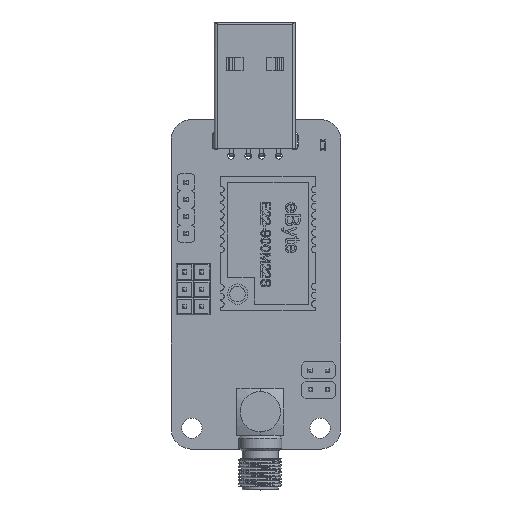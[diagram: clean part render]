
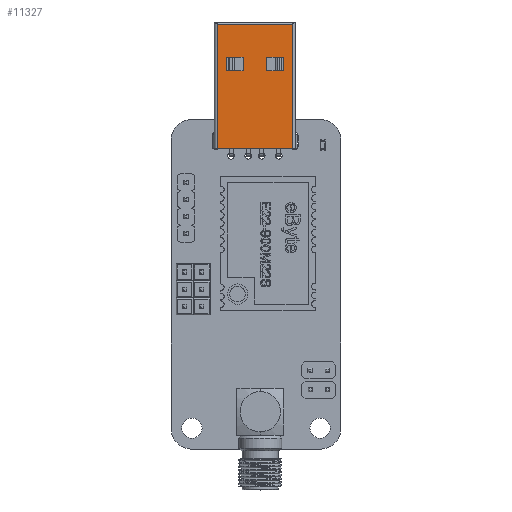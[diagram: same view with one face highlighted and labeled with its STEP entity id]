
A CAD part, top view. The second image highlights one B-rep face of the part: STEP entity #11327.
In plain terms, the highlighted face is planar.
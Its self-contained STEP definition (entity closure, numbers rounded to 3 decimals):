
#8587 = VERTEX_POINT('',#8588);
#8588 = CARTESIAN_POINT('',(1.75,4.5,-5.2));
#8594 = EDGE_CURVE('',#8595,#8587,#8597,.T.);
#8595 = VERTEX_POINT('',#8596);
#8596 = CARTESIAN_POINT('',(4.25,4.5,-5.2));
#8597 = LINE('',#8598,#8599);
#8598 = CARTESIAN_POINT('',(5.,4.5,-5.2));
#8599 = VECTOR('',#8600,1.);
#8600 = DIRECTION('',(-1.,0.,0.));
#8642 = EDGE_CURVE('',#8643,#8595,#8645,.T.);
#8643 = VERTEX_POINT('',#8644);
#8644 = CARTESIAN_POINT('',(4.25,4.5,-7.2));
#8645 = LINE('',#8646,#8647);
#8646 = CARTESIAN_POINT('',(4.25,4.5,-12.45));
#8647 = VECTOR('',#8648,1.);
#8648 = DIRECTION('',(0.,0.,1.));
#8673 = EDGE_CURVE('',#8674,#8643,#8676,.T.);
#8674 = VERTEX_POINT('',#8675);
#8675 = CARTESIAN_POINT('',(1.75,4.5,-7.2));
#8676 = LINE('',#8677,#8678);
#8677 = CARTESIAN_POINT('',(5.,4.5,-7.2));
#8678 = VECTOR('',#8679,1.);
#8679 = DIRECTION('',(1.,0.,0.));
#8702 = EDGE_CURVE('',#8587,#8674,#8703,.T.);
#8703 = LINE('',#8704,#8705);
#8704 = CARTESIAN_POINT('',(1.75,4.5,-12.45));
#8705 = VECTOR('',#8706,1.);
#8706 = DIRECTION('',(0.,0.,-1.));
#8752 = VERTEX_POINT('',#8753);
#8753 = CARTESIAN_POINT('',(-4.25,4.5,-5.2));
#8759 = EDGE_CURVE('',#8760,#8752,#8762,.T.);
#8760 = VERTEX_POINT('',#8761);
#8761 = CARTESIAN_POINT('',(-1.75,4.5,-5.2));
#8762 = LINE('',#8763,#8764);
#8763 = CARTESIAN_POINT('',(2.,4.5,-5.2));
#8764 = VECTOR('',#8765,1.);
#8765 = DIRECTION('',(-1.,0.,0.));
#8807 = EDGE_CURVE('',#8808,#8760,#8810,.T.);
#8808 = VERTEX_POINT('',#8809);
#8809 = CARTESIAN_POINT('',(-1.75,4.5,-7.2));
#8810 = LINE('',#8811,#8812);
#8811 = CARTESIAN_POINT('',(-1.75,4.5,-12.45));
#8812 = VECTOR('',#8813,1.);
#8813 = DIRECTION('',(0.,0.,1.));
#8838 = EDGE_CURVE('',#8839,#8808,#8841,.T.);
#8839 = VERTEX_POINT('',#8840);
#8840 = CARTESIAN_POINT('',(-4.25,4.5,-7.2));
#8841 = LINE('',#8842,#8843);
#8842 = CARTESIAN_POINT('',(2.,4.5,-7.2));
#8843 = VECTOR('',#8844,1.);
#8844 = DIRECTION('',(1.,0.,0.));
#8867 = EDGE_CURVE('',#8752,#8839,#8868,.T.);
#8868 = LINE('',#8869,#8870);
#8869 = CARTESIAN_POINT('',(-4.25,4.5,-12.45));
#8870 = VECTOR('',#8871,1.);
#8871 = DIRECTION('',(0.,0.,-1.));
#9872 = VERTEX_POINT('',#9873);
#9873 = CARTESIAN_POINT('',(-5.597,4.5,-18.7));
#9879 = EDGE_CURVE('',#9880,#9872,#9882,.T.);
#9880 = VERTEX_POINT('',#9881);
#9881 = CARTESIAN_POINT('',(5.597,4.5,-18.7));
#9882 = LINE('',#9883,#9884);
#9883 = CARTESIAN_POINT('',(7.,4.5,-18.7));
#9884 = VECTOR('',#9885,1.);
#9885 = DIRECTION('',(-1.,0.,0.));
#10546 = VERTEX_POINT('',#10547);
#10547 = CARTESIAN_POINT('',(-5.597,4.5,-0.298));
#10553 = EDGE_CURVE('',#10546,#9872,#10554,.T.);
#10554 = LINE('',#10555,#10556);
#10555 = CARTESIAN_POINT('',(-5.597,4.5,-19.2));
#10556 = VECTOR('',#10557,1.);
#10557 = DIRECTION('',(0.,0.,-1.));
#11011 = VERTEX_POINT('',#11012);
#11012 = CARTESIAN_POINT('',(5.597,4.5,-0.298));
#11020 = EDGE_CURVE('',#9880,#11011,#11021,.T.);
#11021 = LINE('',#11022,#11023);
#11022 = CARTESIAN_POINT('',(5.597,4.5,-19.2));
#11023 = VECTOR('',#11024,1.);
#11024 = DIRECTION('',(0.,0.,1.));
#11327 = ADVANCED_FACE('',(#11328,#11334,#11340),#11351,.T.);
#11328 = FACE_BOUND('',#11329,.T.);
#11329 = EDGE_LOOP('',(#11330,#11331,#11332,#11333));
#11330 = ORIENTED_EDGE('',*,*,#8673,.T.);
#11331 = ORIENTED_EDGE('',*,*,#8642,.T.);
#11332 = ORIENTED_EDGE('',*,*,#8594,.T.);
#11333 = ORIENTED_EDGE('',*,*,#8702,.T.);
#11334 = FACE_BOUND('',#11335,.T.);
#11335 = EDGE_LOOP('',(#11336,#11337,#11338,#11339));
#11336 = ORIENTED_EDGE('',*,*,#8838,.T.);
#11337 = ORIENTED_EDGE('',*,*,#8807,.T.);
#11338 = ORIENTED_EDGE('',*,*,#8759,.T.);
#11339 = ORIENTED_EDGE('',*,*,#8867,.T.);
#11340 = FACE_BOUND('',#11341,.T.);
#11341 = EDGE_LOOP('',(#11342,#11343,#11349,#11350));
#11342 = ORIENTED_EDGE('',*,*,#10553,.F.);
#11343 = ORIENTED_EDGE('',*,*,#11344,.F.);
#11344 = EDGE_CURVE('',#11011,#10546,#11345,.T.);
#11345 = LINE('',#11346,#11347);
#11346 = CARTESIAN_POINT('',(7.,4.5,-0.298));
#11347 = VECTOR('',#11348,1.);
#11348 = DIRECTION('',(-1.,0.,0.));
#11349 = ORIENTED_EDGE('',*,*,#11020,.F.);
#11350 = ORIENTED_EDGE('',*,*,#9879,.T.);
#11351 = PLANE('',#11352);
#11352 = AXIS2_PLACEMENT_3D('',#11353,#11354,#11355);
#11353 = CARTESIAN_POINT('',(7.,4.5,-18.7));
#11354 = DIRECTION('',(0.,1.,0.));
#11355 = DIRECTION('',(0.,0.,-1.));
